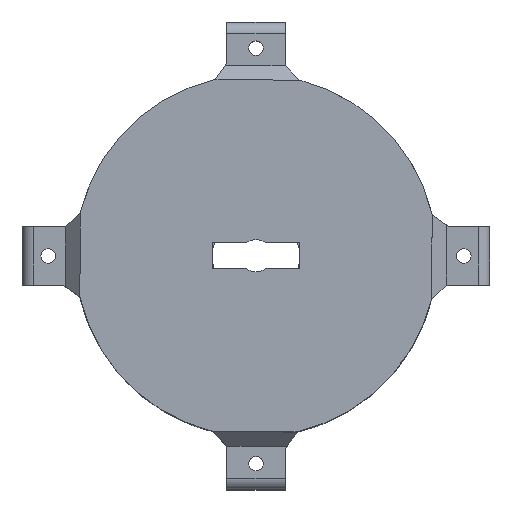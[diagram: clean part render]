
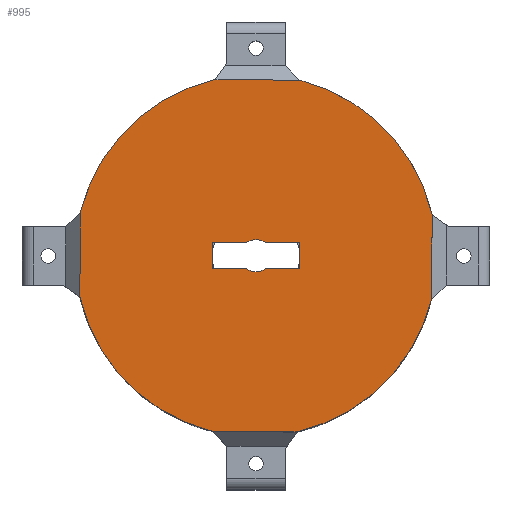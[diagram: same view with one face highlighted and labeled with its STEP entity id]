
A CAD part, top view. The second image highlights one B-rep face of the part: STEP entity #995.
In plain terms, the highlighted planar face has unit normal (0, 0, 1).
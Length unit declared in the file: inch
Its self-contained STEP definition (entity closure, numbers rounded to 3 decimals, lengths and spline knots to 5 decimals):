
#11 = ORIENTED_EDGE ( 'NONE', *, *, #1672, .T. ) ;
#16 = VECTOR ( 'NONE', #466, 39.37008 ) ;
#50 = LINE ( 'NONE', #5427, #5083 ) ;
#56 = EDGE_CURVE ( 'NONE', #5177, #1364, #50, .T. ) ;
#99 = FACE_BOUND ( 'NONE', #2918, .T. ) ;
#111 = EDGE_CURVE ( 'NONE', #1881, #2867, #3656, .T. ) ;
#176 = DIRECTION ( 'NONE',  ( 0., 0., 1. ) ) ;
#200 = CARTESIAN_POINT ( 'NONE',  ( 0., -0.225, 2.8 ) ) ;
#203 = ORIENTED_EDGE ( 'NONE', *, *, #4193, .T. ) ;
#281 = ORIENTED_EDGE ( 'NONE', *, *, #111, .T. ) ;
#294 = VECTOR ( 'NONE', #760, 39.37008 ) ;
#339 = ORIENTED_EDGE ( 'NONE', *, *, #1462, .T. ) ;
#386 = VERTEX_POINT ( 'NONE', #3977 ) ;
#410 = EDGE_CURVE ( 'NONE', #1881, #2255, #3862, .T. ) ;
#431 = AXIS2_PLACEMENT_3D ( 'NONE', #4259, #3819, #1597 ) ;
#434 = AXIS2_PLACEMENT_3D ( 'NONE', #5058, #176, #5498 ) ;
#466 = DIRECTION ( 'NONE',  ( -1., 0., 0. ) ) ;
#470 = LINE ( 'NONE', #2234, #4208 ) ;
#503 = VERTEX_POINT ( 'NONE', #4120 ) ;
#509 = CARTESIAN_POINT ( 'NONE',  ( -3.01922, -0.70309, 2.8 ) ) ;
#525 = CIRCLE ( 'NONE', #431, 3.1 ) ;
#534 = CARTESIAN_POINT ( 'NONE',  ( 0., 0.225, 2.8 ) ) ;
#543 = CIRCLE ( 'NONE', #4187, 3.1 ) ;
#559 = CARTESIAN_POINT ( 'NONE',  ( 0.15811, 0.225, 2.8 ) ) ;
#607 = VERTEX_POINT ( 'NONE', #4204 ) ;
#672 = ORIENTED_EDGE ( 'NONE', *, *, #5366, .T. ) ;
#677 = ORIENTED_EDGE ( 'NONE', *, *, #4718, .T. ) ;
#736 = EDGE_CURVE ( 'NONE', #2179, #5177, #1587, .T. ) ;
#760 = DIRECTION ( 'NONE',  ( 0., 1., 0. ) ) ;
#836 = LINE ( 'NONE', #2631, #5687 ) ;
#859 = VERTEX_POINT ( 'NONE', #2471 ) ;
#899 = CIRCLE ( 'NONE', #3148, 0.275 ) ;
#995 = ADVANCED_FACE ( 'NONE', ( #99, #2244 ), #1826, .T. ) ;
#997 = CIRCLE ( 'NONE', #434, 3.1 ) ;
#1170 = EDGE_CURVE ( 'NONE', #1812, #2982, #470, .T. ) ;
#1190 = VECTOR ( 'NONE', #5453, 39.37008 ) ;
#1327 = VERTEX_POINT ( 'NONE', #559 ) ;
#1364 = VERTEX_POINT ( 'NONE', #2360 ) ;
#1429 = DIRECTION ( 'NONE',  ( 0., 0., 1. ) ) ;
#1462 = EDGE_CURVE ( 'NONE', #386, #3979, #2932, .T. ) ;
#1469 = DIRECTION ( 'NONE',  ( 0., 1., 0. ) ) ;
#1480 = AXIS2_PLACEMENT_3D ( 'NONE', #4389, #2254, #3071 ) ;
#1553 = VECTOR ( 'NONE', #5707, 39.37008 ) ;
#1587 = LINE ( 'NONE', #200, #3508 ) ;
#1597 = DIRECTION ( 'NONE',  ( 1., 0., 0. ) ) ;
#1599 = ORIENTED_EDGE ( 'NONE', *, *, #410, .F. ) ;
#1672 = EDGE_CURVE ( 'NONE', #3979, #1812, #5316, .T. ) ;
#1755 = VECTOR ( 'NONE', #2956, 39.37008 ) ;
#1812 = VERTEX_POINT ( 'NONE', #3279 ) ;
#1826 = PLANE ( 'NONE',  #3483 ) ;
#1855 = EDGE_CURVE ( 'NONE', #2255, #1327, #4528, .T. ) ;
#1881 = VERTEX_POINT ( 'NONE', #1901 ) ;
#1901 = CARTESIAN_POINT ( 'NONE',  ( 0.75, -0.225, 2.8 ) ) ;
#1918 = ORIENTED_EDGE ( 'NONE', *, *, #1855, .F. ) ;
#2071 = ORIENTED_EDGE ( 'NONE', *, *, #3176, .T. ) ;
#2100 = ORIENTED_EDGE ( 'NONE', *, *, #3313, .T. ) ;
#2179 = VERTEX_POINT ( 'NONE', #3499 ) ;
#2215 = EDGE_CURVE ( 'NONE', #607, #4570, #836, .T. ) ;
#2234 = CARTESIAN_POINT ( 'NONE',  ( 0.02446, 3.01331, 2.8 ) ) ;
#2244 = FACE_OUTER_BOUND ( 'NONE', #3822, .T. ) ;
#2250 = DIRECTION ( 'NONE',  ( 1., 0., 0. ) ) ;
#2254 = DIRECTION ( 'NONE',  ( 0., 0., 1. ) ) ;
#2255 = VERTEX_POINT ( 'NONE', #4520 ) ;
#2360 = CARTESIAN_POINT ( 'NONE',  ( -0.75, 0.225, 2.8 ) ) ;
#2371 = ORIENTED_EDGE ( 'NONE', *, *, #5151, .F. ) ;
#2471 = CARTESIAN_POINT ( 'NONE',  ( -0.75201, -3.00741, 2.8 ) ) ;
#2573 = CARTESIAN_POINT ( 'NONE',  ( -0.70309, 3.01922, 2.8 ) ) ;
#2631 = CARTESIAN_POINT ( 'NONE',  ( -3.01331, 0.02446, 2.8 ) ) ;
#2678 = CIRCLE ( 'NONE', #3237, 0.275 ) ;
#2829 = CARTESIAN_POINT ( 'NONE',  ( 0.15811, -0.225, 2.8 ) ) ;
#2867 = VERTEX_POINT ( 'NONE', #2829 ) ;
#2918 = EDGE_LOOP ( 'NONE', ( #1918, #1599, #281, #2100, #4123, #3721, #2371, #3316 ) ) ;
#2932 = LINE ( 'NONE', #3420, #1755 ) ;
#2942 = CARTESIAN_POINT ( 'NONE',  ( -0.75, -0.225, 2.8 ) ) ;
#2956 = DIRECTION ( 'NONE',  ( 0.008, 1., 0. ) ) ;
#2982 = VERTEX_POINT ( 'NONE', #2573 ) ;
#3002 = LINE ( 'NONE', #3406, #1553 ) ;
#3006 = CARTESIAN_POINT ( 'NONE',  ( 0., 0., 2.8 ) ) ;
#3019 = ORIENTED_EDGE ( 'NONE', *, *, #1170, .T. ) ;
#3044 = DIRECTION ( 'NONE',  ( -1., 0.008, 0. ) ) ;
#3071 = DIRECTION ( 'NONE',  ( 1., 0., 0. ) ) ;
#3148 = AXIS2_PLACEMENT_3D ( 'NONE', #5795, #4025, #3556 ) ;
#3176 = EDGE_CURVE ( 'NONE', #503, #386, #525, .T. ) ;
#3237 = AXIS2_PLACEMENT_3D ( 'NONE', #3006, #5736, #4850 ) ;
#3279 = CARTESIAN_POINT ( 'NONE',  ( 0.75201, 3.00741, 2.8 ) ) ;
#3313 = EDGE_CURVE ( 'NONE', #2867, #2179, #899, .T. ) ;
#3316 = ORIENTED_EDGE ( 'NONE', *, *, #4395, .T. ) ;
#3362 = ORIENTED_EDGE ( 'NONE', *, *, #2215, .T. ) ;
#3399 = DIRECTION ( 'NONE',  ( -1., 0., 0. ) ) ;
#3406 = CARTESIAN_POINT ( 'NONE',  ( -0.02446, -3.01331, 2.8 ) ) ;
#3420 = CARTESIAN_POINT ( 'NONE',  ( 3.01331, -0.02446, 2.8 ) ) ;
#3483 = AXIS2_PLACEMENT_3D ( 'NONE', #4027, #3670, #5799 ) ;
#3499 = CARTESIAN_POINT ( 'NONE',  ( -0.15811, -0.225, 2.8 ) ) ;
#3508 = VECTOR ( 'NONE', #3399, 39.37008 ) ;
#3509 = VECTOR ( 'NONE', #3662, 39.37008 ) ;
#3556 = DIRECTION ( 'NONE',  ( 1., 0., 0. ) ) ;
#3591 = CARTESIAN_POINT ( 'NONE',  ( 0., 0.225, 2.8 ) ) ;
#3656 = LINE ( 'NONE', #4479, #16 ) ;
#3662 = DIRECTION ( 'NONE',  ( -1., 0., 0. ) ) ;
#3670 = DIRECTION ( 'NONE',  ( 0., 0., 1. ) ) ;
#3721 = ORIENTED_EDGE ( 'NONE', *, *, #56, .T. ) ;
#3819 = DIRECTION ( 'NONE',  ( 0., 0., 1. ) ) ;
#3822 = EDGE_LOOP ( 'NONE', ( #2071, #339, #11, #3019, #203, #3362, #677, #672 ) ) ;
#3846 = VERTEX_POINT ( 'NONE', #4624 ) ;
#3862 = LINE ( 'NONE', #5215, #294 ) ;
#3884 = CARTESIAN_POINT ( 'NONE',  ( 3.01922, 0.70309, 2.8 ) ) ;
#3977 = CARTESIAN_POINT ( 'NONE',  ( 3.00741, -0.75201, 2.8 ) ) ;
#3979 = VERTEX_POINT ( 'NONE', #3884 ) ;
#4025 = DIRECTION ( 'NONE',  ( 0., 0., -1. ) ) ;
#4027 = CARTESIAN_POINT ( 'NONE',  ( 0., 0., 2.8 ) ) ;
#4120 = CARTESIAN_POINT ( 'NONE',  ( 0.70309, -3.01922, 2.8 ) ) ;
#4123 = ORIENTED_EDGE ( 'NONE', *, *, #736, .T. ) ;
#4187 = AXIS2_PLACEMENT_3D ( 'NONE', #4560, #1429, #2250 ) ;
#4193 = EDGE_CURVE ( 'NONE', #2982, #607, #543, .T. ) ;
#4204 = CARTESIAN_POINT ( 'NONE',  ( -3.00741, 0.75201, 2.8 ) ) ;
#4208 = VECTOR ( 'NONE', #3044, 39.37008 ) ;
#4259 = CARTESIAN_POINT ( 'NONE',  ( 0., 0., 2.8 ) ) ;
#4389 = CARTESIAN_POINT ( 'NONE',  ( 0., 0., 2.8 ) ) ;
#4395 = EDGE_CURVE ( 'NONE', #3846, #1327, #2678, .T. ) ;
#4413 = DIRECTION ( 'NONE',  ( -0.008, -1., 0. ) ) ;
#4479 = CARTESIAN_POINT ( 'NONE',  ( 0., -0.225, 2.8 ) ) ;
#4520 = CARTESIAN_POINT ( 'NONE',  ( 0.75, 0.225, 2.8 ) ) ;
#4528 = LINE ( 'NONE', #3591, #1190 ) ;
#4560 = CARTESIAN_POINT ( 'NONE',  ( 0., 0., 2.8 ) ) ;
#4570 = VERTEX_POINT ( 'NONE', #509 ) ;
#4624 = CARTESIAN_POINT ( 'NONE',  ( -0.15811, 0.225, 2.8 ) ) ;
#4718 = EDGE_CURVE ( 'NONE', #4570, #859, #997, .T. ) ;
#4850 = DIRECTION ( 'NONE',  ( 1., 0., 0. ) ) ;
#5020 = LINE ( 'NONE', #534, #3509 ) ;
#5058 = CARTESIAN_POINT ( 'NONE',  ( 0., 0., 2.8 ) ) ;
#5083 = VECTOR ( 'NONE', #1469, 39.37008 ) ;
#5151 = EDGE_CURVE ( 'NONE', #3846, #1364, #5020, .T. ) ;
#5177 = VERTEX_POINT ( 'NONE', #2942 ) ;
#5215 = CARTESIAN_POINT ( 'NONE',  ( 0.75, 0., 2.8 ) ) ;
#5316 = CIRCLE ( 'NONE', #1480, 3.1 ) ;
#5366 = EDGE_CURVE ( 'NONE', #859, #503, #3002, .T. ) ;
#5427 = CARTESIAN_POINT ( 'NONE',  ( -0.75, 0., 2.8 ) ) ;
#5453 = DIRECTION ( 'NONE',  ( -1., 0., 0. ) ) ;
#5498 = DIRECTION ( 'NONE',  ( 1., 0., 0. ) ) ;
#5687 = VECTOR ( 'NONE', #4413, 39.37008 ) ;
#5707 = DIRECTION ( 'NONE',  ( 1., -0.008, 0. ) ) ;
#5736 = DIRECTION ( 'NONE',  ( 0., 0., -1. ) ) ;
#5795 = CARTESIAN_POINT ( 'NONE',  ( 0., 0., 2.8 ) ) ;
#5799 = DIRECTION ( 'NONE',  ( 1., 0., 0. ) ) ;
